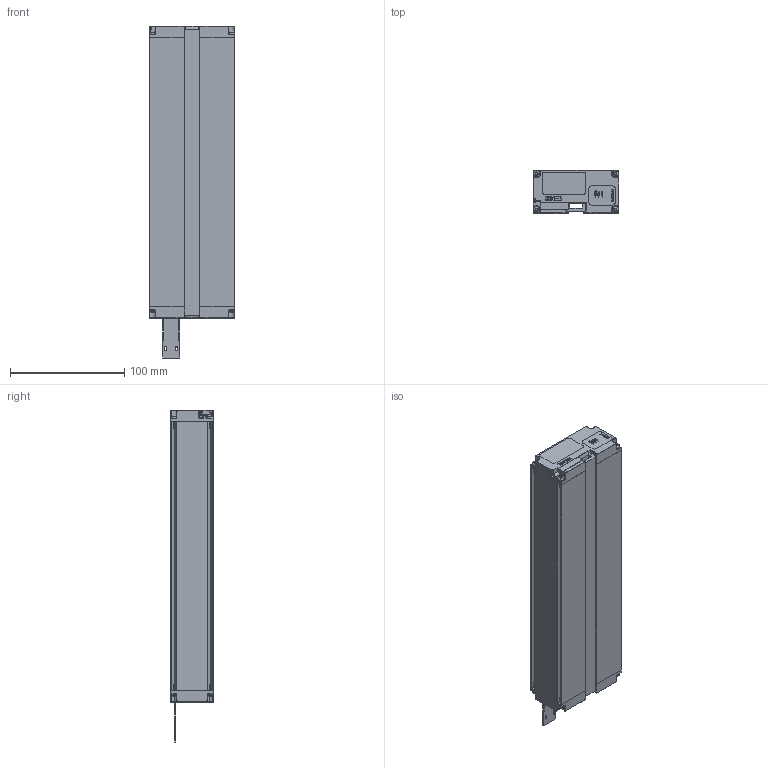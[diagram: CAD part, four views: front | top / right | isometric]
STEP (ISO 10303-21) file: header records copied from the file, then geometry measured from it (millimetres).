
FILE_DESCRIPTION (( 'STEP AP214' ), '1' );
FILE_NAME ('Z-103059_a2.STEP', '2023-10-31T12:28:39', ( '' ), ( '' ), 'SwSTEP 2.0', 'SolidWorks 2023', '' );
FILE_SCHEMA (( 'AUTOMOTIVE_DESIGN' ));
Length unit declared in the file: millimetre
Products named in the file (4): Z-103059_a2; Group1^Z-103059_defeature; Z-104600-1^Z-103059_defeature; Z-104685-1^Z-103059_defeature
Assembly tree (3 placements, depth 2):
  Z-103059_a2
    Group1^Z-103059_defeature
    Z-104685-1^Z-103059_defeature
    Z-104600-1^Z-103059_defeature
Bounding box: 75 x 37.5 x 291.05 mm (x, y, z)
Volume: 664056.5 mm3; surface area: 93456.8 mm2
Topology: 7 solids, 8 shells, 2220 faces, 5979 edges, 3769 vertices
Faces by surface type: plane 1010, cylinder 649, bspline 325, cone 103, torus 101, sphere 32
Entity records: 101233 total; most frequent: CARTESIAN_POINT 24133, ORIENTED_EDGE 11856, DIRECTION 9983, EDGE_CURVE 5928, VERTEX_POINT 3769, LINE 3473, VECTOR 3473, AXIS2_PLACEMENT_3D 3255
